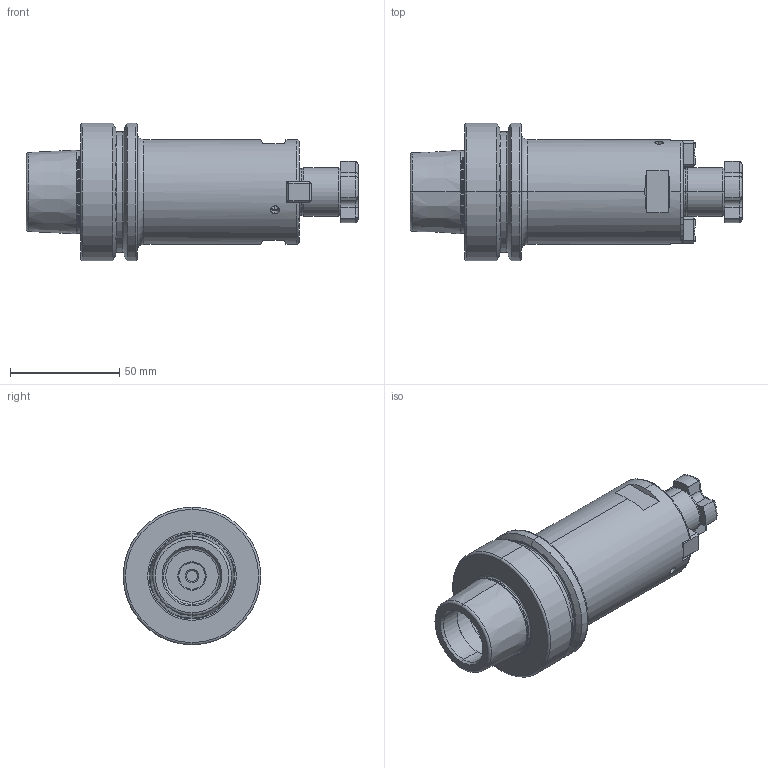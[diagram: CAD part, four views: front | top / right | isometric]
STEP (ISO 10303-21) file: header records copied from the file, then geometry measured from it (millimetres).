
FILE_DESCRIPTION (( 'STEP AP203' ), '1' );
FILE_NAME ('F63.11.22.1.STEP', '2017-12-26T02:51:05', ( '' ), ( '' ), 'SwSTEP 2.0', 'SolidWorks 2012', '' );
FILE_SCHEMA (( 'CONFIG_CONTROL_DESIGN' ));
Length unit declared in the file: millimetre
Products named in the file (5): F63.11.22.1; 十字螺絲FMB22; 面銑刀墊塊22; 102.11.22_M4xP0.7-12L
Assembly tree (6 placements, depth 2):
  F63.11.22.1
    F63.11.22.1
    面銑刀墊塊22  x2
    102.11.22_M4xP0.7-12L  x2
    十字螺絲FMB22
Bounding box: 152 x 63 x 63 mm (x, y, z)
Volume: 223551.3 mm3; surface area: 39401.7 mm2
Topology: 6 solids, 6 shells, 504 faces, 1269 edges, 782 vertices
Faces by surface type: cylinder 235, plane 130, cone 65, torus 56, bspline 18
Entity records: 24487 total; most frequent: CARTESIAN_POINT 15070, ORIENTED_EDGE 2020, DIRECTION 1725, EDGE_CURVE 1010, AXIS2_PLACEMENT_3D 672, VERTEX_POINT 628, EDGE_LOOP 424, ADVANCED_FACE 401
